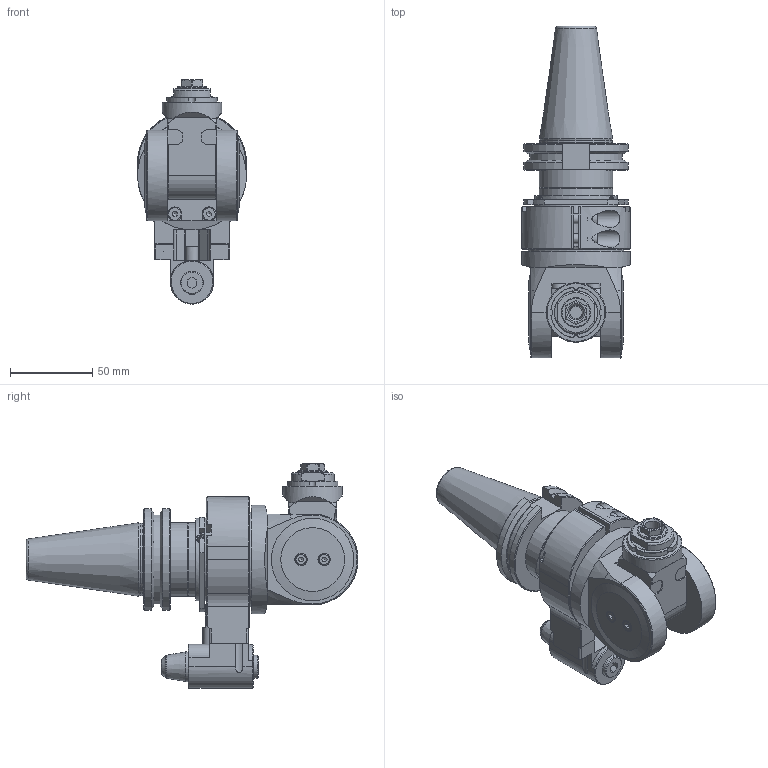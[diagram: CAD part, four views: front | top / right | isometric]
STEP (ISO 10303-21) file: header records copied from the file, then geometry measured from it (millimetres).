
FILE_DESCRIPTION(/* description */ (''),/* implementation_level */ '2;1');
FILE_NAME(/* name */ '9.FLU.07000-0C40.stp',/* time_stamp */ '2025-01-14T08:23:43-05:00',/* author */ ('jkrenzer'),/* organization */ (''),/* preprocessor_version */ 'ST-DEVELOPER v18.1',/* originating_system */ 'Autodesk Inventor 2022',/* authorisation */ '');
FILE_SCHEMA (('AUTOMOTIVE_DESIGN { 1 0 10303 214 3 1 1 }'));
Length unit declared in the file: millimetre
Products named in the file (2): 9.FLU.07000-0C40; FLU0700-0000005C_446
Assembly tree (1 placements, depth 2):
  9.FLU.07000-0C40
    FLU0700-0000005C_446
Bounding box: 66 x 201.25 x 136 mm (x, y, z)
Volume: 388266.7 mm3; surface area: 88464.9 mm2
Topology: 2 solids, 4 shells, 611 faces, 1533 edges, 988 vertices
Faces by surface type: plane 327, cylinder 158, cone 99, torus 23, bspline 4
Full cylindrical faces by diameter (mm): 2.5 x1, 3 x1, 4.2 x2, 5 x4, 5.5 x2, 6 x3, 6.5 x2, 7 x3, 7.5 x4, 8 x1, 8.5 x6, 8.8 x1, 9 x2, 9.2 x1, 9.4 x2, 9.525 x1, 10 x4, 10.5 x2, 10.6 x1, 10.8 x1, 11.6 x1, 12.8 x1, 13 x1, 13.376 x1, 14 x1, 14.2 x1, 16.281 x1, 16.8 x1, 18 x2, 18.6 x1
Entity records: 20299 total; most frequent: CARTESIAN_POINT 5534, DIRECTION 3086, ORIENTED_EDGE 3046, EDGE_CURVE 1523, AXIS2_PLACEMENT_3D 1125, VERTEX_POINT 988, LINE 836, VECTOR 836
